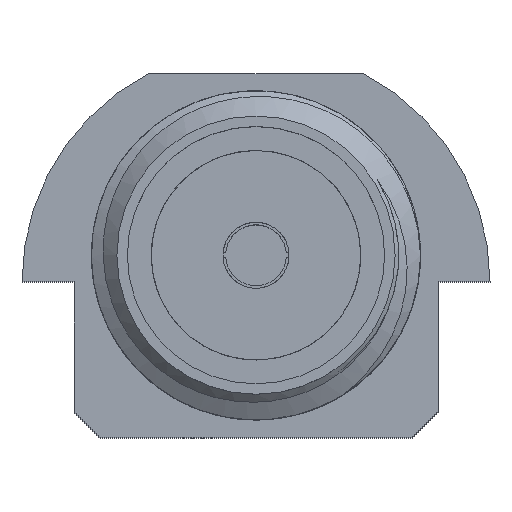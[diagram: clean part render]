
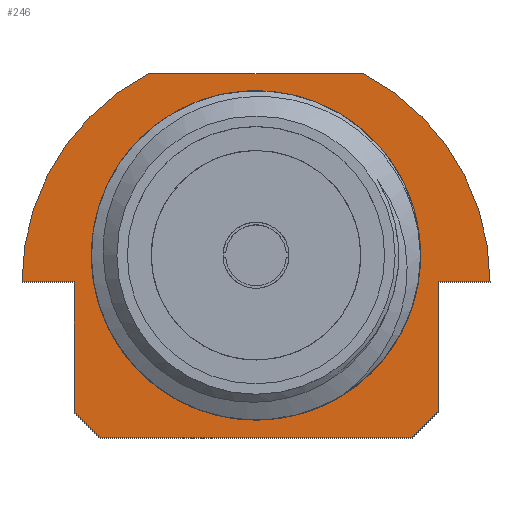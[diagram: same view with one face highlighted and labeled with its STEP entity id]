
A CAD part, top view. The second image highlights one B-rep face of the part: STEP entity #246.
In plain terms, the highlighted planar face has unit normal (0, 0, 1).
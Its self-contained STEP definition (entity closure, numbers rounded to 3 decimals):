
#246 = ADVANCED_FACE( '', ( #492, #493 ), #494, .F. );
#492 = FACE_BOUND( '', #934, .T. );
#493 = FACE_OUTER_BOUND( '', #935, .T. );
#494 = PLANE( '', #936 );
#934 = EDGE_LOOP( '', ( #1536 ) );
#935 = EDGE_LOOP( '', ( #1537, #1538, #1539, #1540, #1541, #1542, #1543, #1544, #1545, #1546 ) );
#936 = AXIS2_PLACEMENT_3D( '', #1547, #1548, #1549 );
#1536 = ORIENTED_EDGE( '', *, *, #1671, .T. );
#1537 = ORIENTED_EDGE( '', *, *, #1777, .F. );
#1538 = ORIENTED_EDGE( '', *, *, #1747, .T. );
#1539 = ORIENTED_EDGE( '', *, *, #1709, .F. );
#1540 = ORIENTED_EDGE( '', *, *, #1787, .F. );
#1541 = ORIENTED_EDGE( '', *, *, #1658, .F. );
#1542 = ORIENTED_EDGE( '', *, *, #1788, .F. );
#1543 = ORIENTED_EDGE( '', *, *, #1738, .F. );
#1544 = ORIENTED_EDGE( '', *, *, #1750, .F. );
#1545 = ORIENTED_EDGE( '', *, *, #1742, .F. );
#1546 = ORIENTED_EDGE( '', *, *, #1761, .T. );
#1547 = CARTESIAN_POINT( '', ( 0., -0.5, 7. ) );
#1548 = DIRECTION( '', ( 0., 0., -1. ) );
#1549 = DIRECTION( '', ( -1., 0., 0. ) );
#1658 = EDGE_CURVE( '', #1837, #1839, #1840, .T. );
#1671 = EDGE_CURVE( '', #1860, #1860, #1861, .T. );
#1709 = EDGE_CURVE( '', #1920, #1921, #1922, .T. );
#1738 = EDGE_CURVE( '', #1965, #1967, #1968, .T. );
#1742 = EDGE_CURVE( '', #1971, #1973, #1974, .T. );
#1747 = EDGE_CURVE( '', #1980, #1921, #1981, .F. );
#1750 = EDGE_CURVE( '', #1973, #1965, #1984, .T. );
#1761 = EDGE_CURVE( '', #1971, #2001, #2002, .F. );
#1777 = EDGE_CURVE( '', #1980, #2001, #2023, .T. );
#1787 = EDGE_CURVE( '', #1839, #1920, #2033, .T. );
#1788 = EDGE_CURVE( '', #1967, #1837, #2034, .T. );
#1837 = VERTEX_POINT( '', #2089 );
#1839 = VERTEX_POINT( '', #2092 );
#1840 = CIRCLE( '', #2093, 4.5 );
#1860 = VERTEX_POINT( '', #2114 );
#1861 = CIRCLE( '', #2115, 2.675 );
#1920 = VERTEX_POINT( '', #2174 );
#1921 = VERTEX_POINT( '', #2175 );
#1922 = LINE( '', #2176, #2177 );
#1965 = VERTEX_POINT( '', #2231 );
#1967 = VERTEX_POINT( '', #2234 );
#1968 = CIRCLE( '', #2235, 4.5 );
#1971 = VERTEX_POINT( '', #2239 );
#1973 = VERTEX_POINT( '', #2242 );
#1974 = LINE( '', #2243, #2244 );
#1980 = VERTEX_POINT( '', #2251 );
#1981 = LINE( '', #2252, #2253 );
#1984 = LINE( '', #2257, #2258 );
#2001 = VERTEX_POINT( '', #2465 );
#2002 = LINE( '', #2466, #2467 );
#2023 = LINE( '', #2582, #2583 );
#2033 = LINE( '', #2594, #2595 );
#2034 = LINE( '', #2596, #2597 );
#2089 = CARTESIAN_POINT( '', ( 2.062, 3.5, 7. ) );
#2092 = CARTESIAN_POINT( '', ( 4.5, -0.5, 7. ) );
#2093 = AXIS2_PLACEMENT_3D( '', #2778, #2779, #2780 );
#2114 = CARTESIAN_POINT( '', ( 2.675, 0., 7. ) );
#2115 = AXIS2_PLACEMENT_3D( '', #2803, #2804, #2805 );
#2174 = CARTESIAN_POINT( '', ( 3.5, -0.5, 7. ) );
#2175 = CARTESIAN_POINT( '', ( 3.5, -3., 7. ) );
#2176 = CARTESIAN_POINT( '', ( 3.5, -0.5, 7. ) );
#2177 = VECTOR( '', #2875, 1000. );
#2231 = CARTESIAN_POINT( '', ( -4.5, -0.5, 7. ) );
#2234 = CARTESIAN_POINT( '', ( -2.062, 3.5, 7. ) );
#2235 = AXIS2_PLACEMENT_3D( '', #2912, #2913, #2914 );
#2239 = CARTESIAN_POINT( '', ( -3.5, -3., 7. ) );
#2242 = CARTESIAN_POINT( '', ( -3.5, -0.5, 7. ) );
#2243 = CARTESIAN_POINT( '', ( -3.5, -3.5, 7. ) );
#2244 = VECTOR( '', #2917, 1000. );
#2251 = CARTESIAN_POINT( '', ( 3., -3.5, 7. ) );
#2252 = CARTESIAN_POINT( '', ( 3.5, -3., 7. ) );
#2253 = VECTOR( '', #2922, 1000. );
#2257 = CARTESIAN_POINT( '', ( -3.5, -0.5, 7. ) );
#2258 = VECTOR( '', #2924, 1000. );
#2465 = CARTESIAN_POINT( '', ( -3., -3.5, 7. ) );
#2466 = CARTESIAN_POINT( '', ( -3., -3.5, 7. ) );
#2467 = VECTOR( '', #2934, 1000. );
#2582 = CARTESIAN_POINT( '', ( 3.5, -3.5, 7. ) );
#2583 = VECTOR( '', #2952, 1000. );
#2594 = CARTESIAN_POINT( '', ( 4.5, -0.5, 7. ) );
#2595 = VECTOR( '', #2957, 1000. );
#2596 = CARTESIAN_POINT( '', ( -2.062, 3.5, 7. ) );
#2597 = VECTOR( '', #2958, 1000. );
#2778 = CARTESIAN_POINT( '', ( 0., -0.5, 7. ) );
#2779 = DIRECTION( '', ( 0., 0., -1. ) );
#2780 = DIRECTION( '', ( -1., 0., 0. ) );
#2803 = CARTESIAN_POINT( '', ( 0., 0., 7. ) );
#2804 = DIRECTION( '', ( 0., 0., -1. ) );
#2805 = DIRECTION( '', ( 1., 0., 0. ) );
#2875 = DIRECTION( '', ( 0., -1., 0. ) );
#2912 = CARTESIAN_POINT( '', ( 0., -0.5, 7. ) );
#2913 = DIRECTION( '', ( 0., 0., -1. ) );
#2914 = DIRECTION( '', ( 1., 0., 0. ) );
#2917 = DIRECTION( '', ( 0., 1., 0. ) );
#2922 = DIRECTION( '', ( -0.707, -0.707, 0. ) );
#2924 = DIRECTION( '', ( -1., 0., 0. ) );
#2934 = DIRECTION( '', ( -0.707, 0.707, 0. ) );
#2952 = DIRECTION( '', ( -1., 0., 0. ) );
#2957 = DIRECTION( '', ( -1., 0., 0. ) );
#2958 = DIRECTION( '', ( 1., 0., 0. ) );
